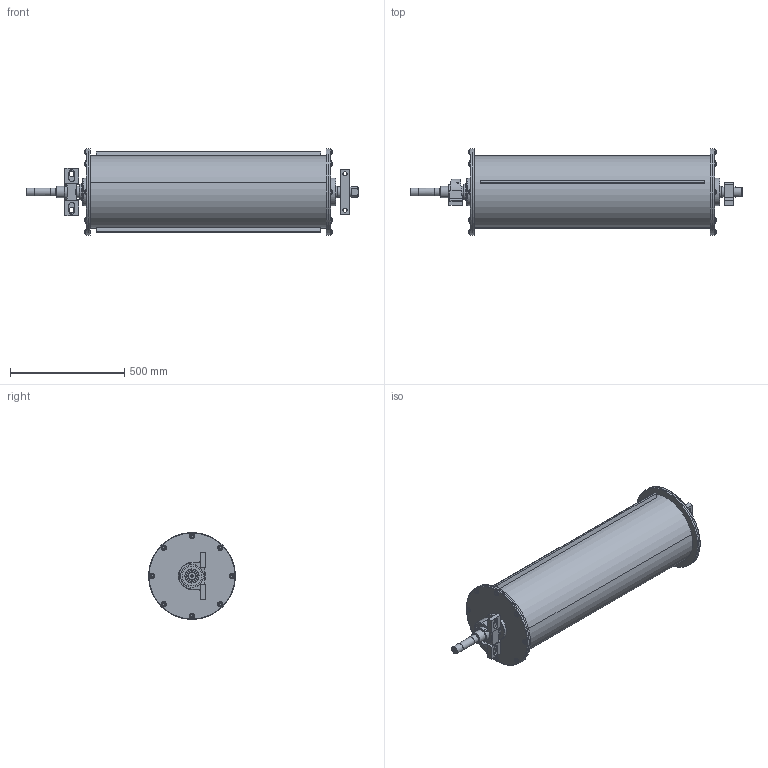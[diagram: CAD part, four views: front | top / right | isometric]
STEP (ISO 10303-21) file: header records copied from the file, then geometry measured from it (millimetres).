
FILE_DESCRIPTION(/* description */ (''),/* implementation_level */ '2;1');
FILE_NAME(/* name */ 'E0062406.stp',/* time_stamp */ '2022-03-07T16:00:45+01:00',/* author */ ('tt'),/* organization */ (''),/* preprocessor_version */ 'ST-DEVELOPER v18.1',/* originating_system */ 'Autodesk Inventor 2021',/* authorisation */ '');
FILE_SCHEMA (('AUTOMOTIVE_DESIGN { 1 0 10303 214 3 1 1 }'));
Length unit declared in the file: millimetre
Products named in the file (1): E0150853
Bounding box: 1453 x 380 x 380 mm (x, y, z)
Volume: 89423964.9 mm3; surface area: 1821214.9 mm2
Topology: 3 solids, 3 shells, 489 faces, 1101 edges, 694 vertices
Faces by surface type: plane 258, cone 112, cylinder 105, torus 11, sphere 3
Full cylindrical faces by diameter (mm): 5.918 x1, 8 x16, 10.106 x1, 11.4 x16, 13.835 x1, 17 x1, 18 x2, 24 x16, 34.8 x1, 35 x2, 45 x1, 50 x3, 61.8 x2, 70 x1, 100 x2, 120 x2, 305 x2, 316 x2, 320 x3, 380 x4
Entity records: 14390 total; most frequent: CARTESIAN_POINT 3065, DIRECTION 2240, ORIENTED_EDGE 2202, EDGE_CURVE 1101, AXIS2_PLACEMENT_3D 864, VERTEX_POINT 698, EDGE_LOOP 615, LINE 512
